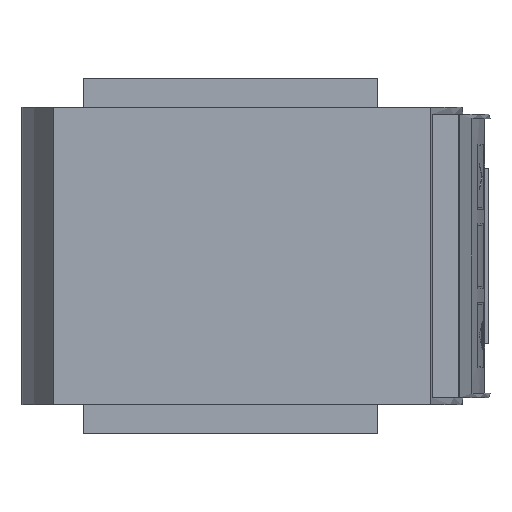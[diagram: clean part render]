
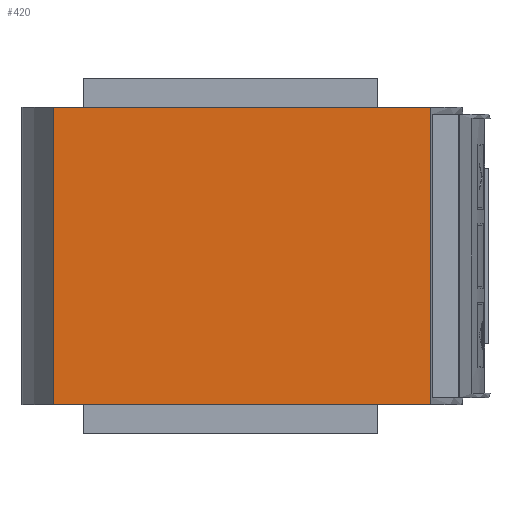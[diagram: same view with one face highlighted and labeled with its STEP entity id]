
A CAD part, front view. The second image highlights one B-rep face of the part: STEP entity #420.
In plain terms, the highlighted planar face has unit normal (0, -1, 0).
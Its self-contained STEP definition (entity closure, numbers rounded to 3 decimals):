
#420 = ADVANCED_FACE( '', ( #1142 ), #1143, .F. );
#1142 = FACE_OUTER_BOUND( '', #2244, .T. );
#1143 = PLANE( '', #2245 );
#2244 = EDGE_LOOP( '', ( #3521, #3522, #3523, #3524 ) );
#2245 = AXIS2_PLACEMENT_3D( '', #3525, #3526, #3527 );
#3521 = ORIENTED_EDGE( '', *, *, #6100, .T. );
#3522 = ORIENTED_EDGE( '', *, *, #6101, .F. );
#3523 = ORIENTED_EDGE( '', *, *, #5983, .F. );
#3524 = ORIENTED_EDGE( '', *, *, #5951, .T. );
#3525 = CARTESIAN_POINT( '', ( -31.242, -37.5, 26.25 ) );
#3526 = DIRECTION( '', ( 0., 1., 0. ) );
#3527 = DIRECTION( '', ( 0., 0., 1. ) );
#5951 = EDGE_CURVE( '', #7013, #7011, #7014, .T. );
#5983 = EDGE_CURVE( '', #7013, #7070, #7071, .T. );
#6100 = EDGE_CURVE( '', #7011, #7271, #7272, .T. );
#6101 = EDGE_CURVE( '', #7070, #7271, #7273, .T. );
#7011 = VERTEX_POINT( '', #8551 );
#7013 = VERTEX_POINT( '', #8553 );
#7014 = LINE( '', #8554, #8555 );
#7070 = VERTEX_POINT( '', #8624 );
#7071 = LINE( '', #8625, #8626 );
#7271 = VERTEX_POINT( '', #8894 );
#7272 = LINE( '', #8895, #8896 );
#7273 = LINE( '', #8897, #8898 );
#8551 = CARTESIAN_POINT( '', ( -31.242, -37.5, -26.25 ) );
#8553 = CARTESIAN_POINT( '', ( -31.242, -37.5, 26.25 ) );
#8554 = CARTESIAN_POINT( '', ( -31.242, -37.5, 26.25 ) );
#8555 = VECTOR( '', #10646, 1000. );
#8624 = CARTESIAN_POINT( '', ( 35.242, -37.5, 26.25 ) );
#8625 = CARTESIAN_POINT( '', ( -31.242, -37.5, 26.25 ) );
#8626 = VECTOR( '', #10696, 1000. );
#8894 = CARTESIAN_POINT( '', ( 35.242, -37.5, -26.25 ) );
#8895 = CARTESIAN_POINT( '', ( -31.242, -37.5, -26.25 ) );
#8896 = VECTOR( '', #10840, 1000. );
#8897 = CARTESIAN_POINT( '', ( 35.242, -37.5, 26.25 ) );
#8898 = VECTOR( '', #10841, 1000. );
#10646 = DIRECTION( '', ( 0., 0., -1. ) );
#10696 = DIRECTION( '', ( 1., 0., 0. ) );
#10840 = DIRECTION( '', ( 1., 0., 0. ) );
#10841 = DIRECTION( '', ( 0., 0., -1. ) );
